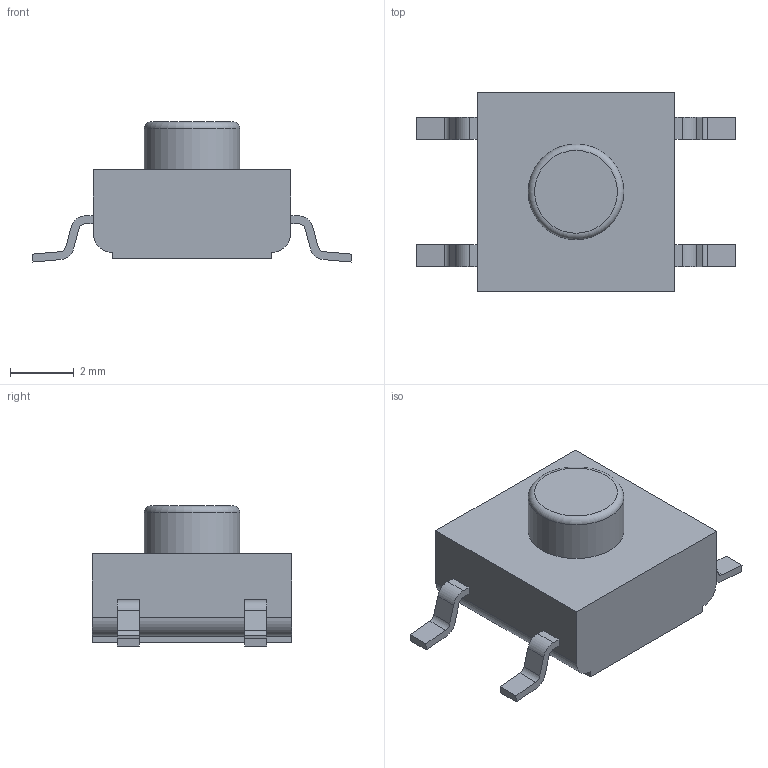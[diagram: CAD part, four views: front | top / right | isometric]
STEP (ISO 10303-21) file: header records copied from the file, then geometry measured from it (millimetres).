
FILE_DESCRIPTION(('FreeCAD Model'),'2;1');
FILE_NAME('KSEK43GLFS.step','2017-11-14T13:13:36',( 'L. Sartory'),('ADDI-DATA GmbH'),'Open CASCADE STEP processor 6.8', 'FreeCAD','Unknown');
FILE_SCHEMA(('AUTOMOTIVE_DESIGN_CC2 { 1 2 10303 214 -1 1 5 4 }'));
Length unit declared in the file: millimetre
Products named in the file (4): ASSEMBLY; Pins; Body; Fillet
Assembly tree (3 placements, depth 2):
  ASSEMBLY
    Pins
    Body
    Fillet
Bounding box: 10.04 x 6.25 x 4.4 mm (x, y, z)
Volume: 118.4 mm3; surface area: 192 mm2
Topology: 6 solids, 6 shells, 70 faces, 173 edges, 115 vertices
Faces by surface type: plane 50, cylinder 19, torus 1
Full cylindrical faces by diameter (mm): 3 x1
Entity records: 4473 total; most frequent: CARTESIAN_POINT 938, DIRECTION 617, LINE 379, VECTOR 379, ORIENTED_EDGE 346, PCURVE 346, DEFINITIONAL_REPRESENTATION 346, EDGE_CURVE 173
